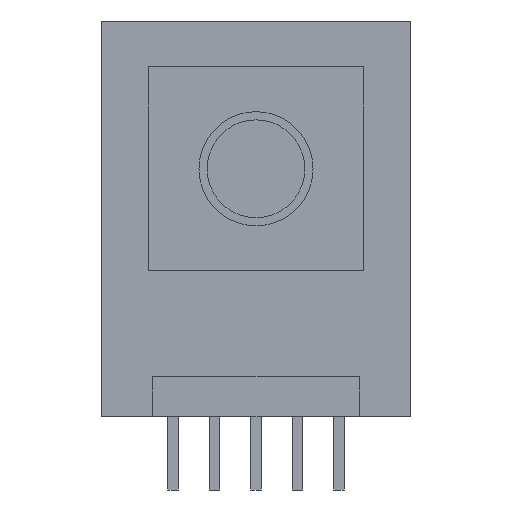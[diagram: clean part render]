
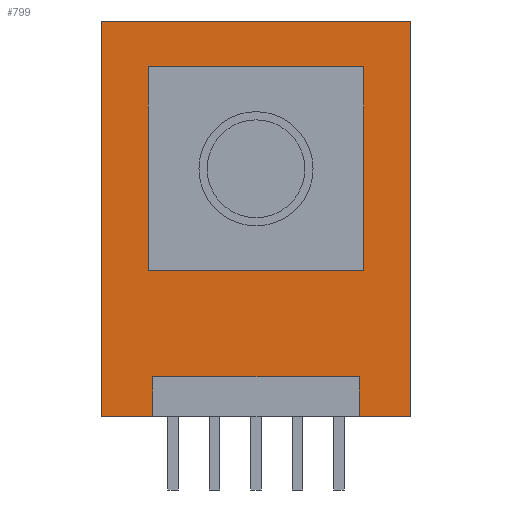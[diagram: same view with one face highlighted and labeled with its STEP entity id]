
A CAD part, front view. The second image highlights one B-rep face of the part: STEP entity #799.
In plain terms, the highlighted planar face has unit normal (0, -1, 0).
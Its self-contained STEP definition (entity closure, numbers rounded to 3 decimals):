
#71=FACE_OUTER_BOUND('',#124,.T.);
#124=EDGE_LOOP('',(#643,#644,#645,#646));
#206=LINE('',#1248,#304);
#214=LINE('',#1263,#312);
#215=LINE('',#1265,#313);
#216=LINE('',#1266,#314);
#304=VECTOR('',#1023,10.);
#312=VECTOR('',#1035,10.);
#313=VECTOR('',#1038,10.);
#314=VECTOR('',#1039,10.);
#381=VERTEX_POINT('',#1244);
#383=VERTEX_POINT('',#1247);
#387=VERTEX_POINT('',#1259);
#388=VERTEX_POINT('',#1261);
#470=EDGE_CURVE('',#381,#383,#206,.T.);
#478=EDGE_CURVE('',#387,#388,#214,.T.);
#479=EDGE_CURVE('',#387,#381,#215,.T.);
#480=EDGE_CURVE('',#383,#388,#216,.T.);
#643=ORIENTED_EDGE('',*,*,#479,.F.);
#644=ORIENTED_EDGE('',*,*,#478,.T.);
#645=ORIENTED_EDGE('',*,*,#480,.F.);
#646=ORIENTED_EDGE('',*,*,#470,.F.);
#748=PLANE('',#874);
#799=ADVANCED_FACE('',(#71),#748,.T.);
#874=AXIS2_PLACEMENT_3D('',#1264,#1036,#1037);
#1023=DIRECTION('',(0.,0.,1.));
#1035=DIRECTION('',(0.,0.,1.));
#1036=DIRECTION('center_axis',(0.,-1.,0.));
#1037=DIRECTION('ref_axis',(1.,0.,0.));
#1038=DIRECTION('',(-1.,0.,0.));
#1039=DIRECTION('',(1.,0.,0.));
#1244=CARTESIAN_POINT('',(-9.5,4.,0.));
#1247=CARTESIAN_POINT('',(-9.5,4.,24.2));
#1248=CARTESIAN_POINT('',(-9.5,4.,0.));
#1259=CARTESIAN_POINT('',(9.5,4.,0.));
#1261=CARTESIAN_POINT('',(9.5,4.,24.2));
#1263=CARTESIAN_POINT('',(9.5,4.,0.));
#1264=CARTESIAN_POINT('Origin',(-9.5,4.,0.));
#1265=CARTESIAN_POINT('',(9.5,4.,0.));
#1266=CARTESIAN_POINT('',(9.5,4.,24.2));
